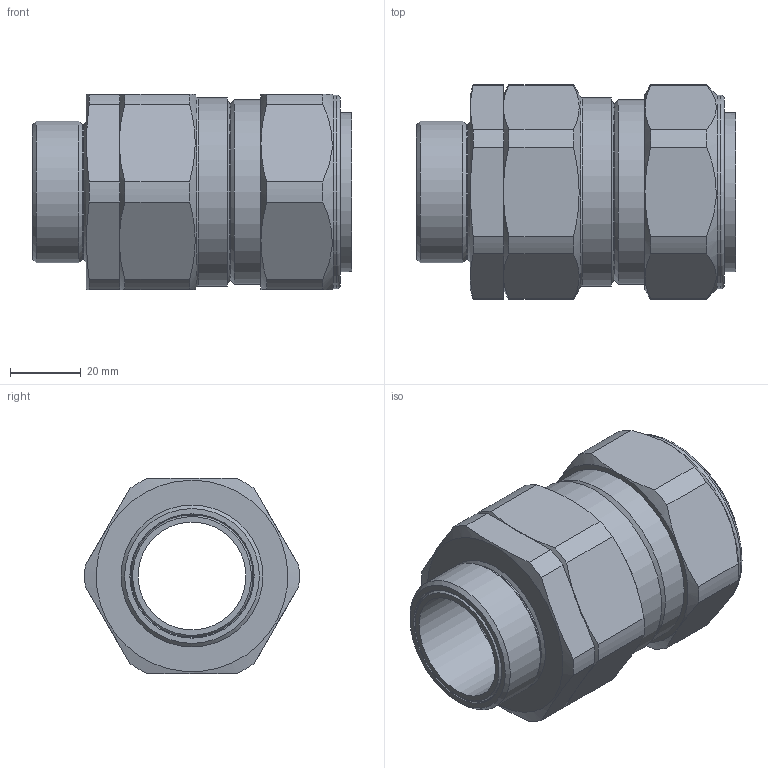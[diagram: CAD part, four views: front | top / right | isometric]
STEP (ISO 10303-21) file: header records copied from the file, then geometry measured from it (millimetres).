
FILE_DESCRIPTION (( 'STEP AP203' ), '1' );
FILE_NAME ('40PX2KREX1RA.STEP', '2018-02-26T09:24:14', ( '' ), ( '' ), 'SwSTEP 2.0', 'SolidWorks 2017', '' );
FILE_SCHEMA (( 'CONFIG_CONTROL_DESIGN' ));
Length unit declared in the file: millimetre
Products named in the file (1): 40PX2KREX1RA
Bounding box: 90.15 x 60.47 x 55 mm (x, y, z)
Surface area: 30210.9 mm2 (no closed solid volume)
Topology: 0 solids, 7 shells, 87 faces, 213 edges, 135 vertices
Faces by surface type: cylinder 28, cone 28, plane 27, torus 4
Full cylindrical faces by diameter (mm): 30.4 x1, 34.55 x1, 37.95 x1, 40 x1, 40.5 x1, 40.7 x1, 49.718 x1, 52 x1, 53 x1, 54.5 x1
Entity records: 2694 total; most frequent: CARTESIAN_POINT 752, DIRECTION 400, ORIENTED_EDGE 331, AXIS2_PLACEMENT_3D 179, EDGE_CURVE 175, VERTEX_POINT 127, EDGE_LOOP 126, FACE_OUTER_BOUND 101
